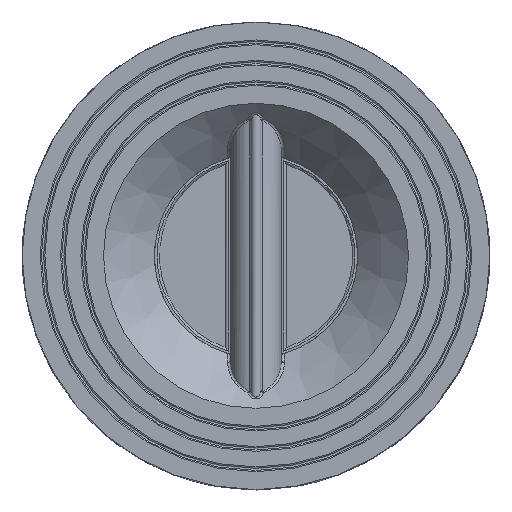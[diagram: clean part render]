
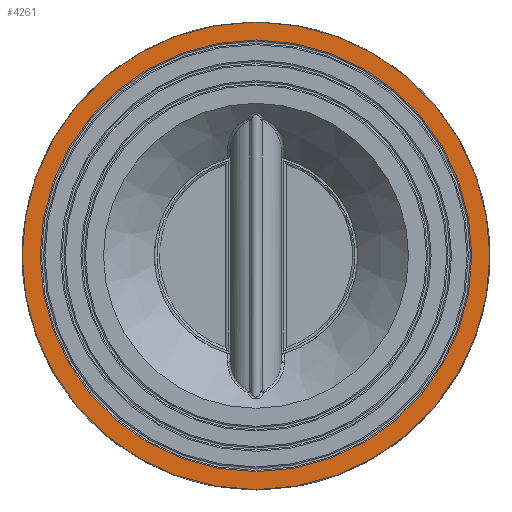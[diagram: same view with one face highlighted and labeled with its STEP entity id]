
A CAD part, top view. The second image highlights one B-rep face of the part: STEP entity #4261.
In plain terms, the highlighted face is planar.
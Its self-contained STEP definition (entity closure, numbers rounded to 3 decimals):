
#137=FACE_BOUND('',#778,.T.);
#172=PLANE('',#4584);
#272=CIRCLE('',#4581,42.461);
#275=CIRCLE('',#4585,46.);
#524=FACE_OUTER_BOUND('',#777,.T.);
#777=EDGE_LOOP('',(#2726));
#778=EDGE_LOOP('',(#2727));
#1706=VERTEX_POINT('',#6221);
#1708=VERTEX_POINT('',#6227);
#2099=EDGE_CURVE('',#1706,#1706,#272,.T.);
#2102=EDGE_CURVE('',#1708,#1708,#275,.T.);
#2726=ORIENTED_EDGE('',*,*,#2102,.T.);
#2727=ORIENTED_EDGE('',*,*,#2099,.F.);
#4261=ADVANCED_FACE('',(#524,#137),#172,.T.);
#4581=AXIS2_PLACEMENT_3D('',#6222,#5036,#5037);
#4584=AXIS2_PLACEMENT_3D('',#6226,#5042,#5043);
#4585=AXIS2_PLACEMENT_3D('',#6228,#5044,#5045);
#5036=DIRECTION('center_axis',(0.,1.,0.));
#5037=DIRECTION('ref_axis',(0.,0.,-1.));
#5042=DIRECTION('center_axis',(0.,1.,0.));
#5043=DIRECTION('ref_axis',(0.,0.,1.));
#5044=DIRECTION('center_axis',(0.,1.,0.));
#5045=DIRECTION('ref_axis',(1.,0.,0.));
#6221=CARTESIAN_POINT('',(0.,43.,42.461));
#6222=CARTESIAN_POINT('Origin',(0.,43.,0.));
#6226=CARTESIAN_POINT('Origin',(0.,43.,0.));
#6227=CARTESIAN_POINT('',(46.,43.,0.));
#6228=CARTESIAN_POINT('Origin',(0.,43.,0.));
